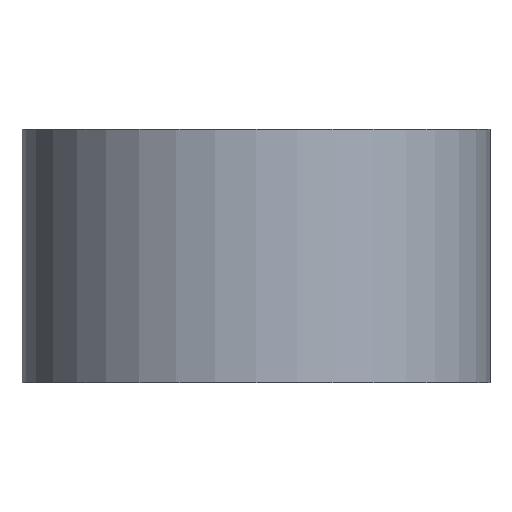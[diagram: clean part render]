
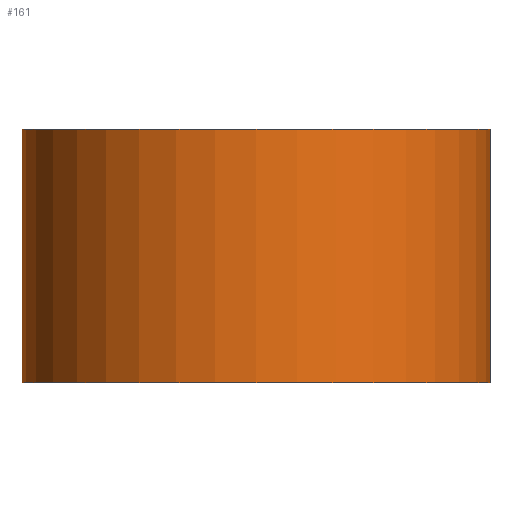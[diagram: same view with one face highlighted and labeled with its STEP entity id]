
A CAD part, front view. The second image highlights one B-rep face of the part: STEP entity #161.
In plain terms, the highlighted cylindrical face has radius 8.5 mm (diameter 17 mm), a partial arc.
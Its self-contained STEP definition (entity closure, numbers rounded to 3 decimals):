
#2 = ORIENTED_EDGE ( 'NONE', *, *, #101, .T. ) ;
#9 = FACE_OUTER_BOUND ( 'NONE', #127, .T. ) ;
#13 = CARTESIAN_POINT ( 'NONE',  ( 8.5, 0., 4.6 ) ) ;
#16 = VECTOR ( 'NONE', #208, 1000. ) ;
#18 = DIRECTION ( 'NONE',  ( -1., 0., 0. ) ) ;
#33 = EDGE_CURVE ( 'NONE', #168, #36, #54, .T. ) ;
#36 = VERTEX_POINT ( 'NONE', #169 ) ;
#38 = DIRECTION ( 'NONE',  ( 0., 0., 1. ) ) ;
#54 = LINE ( 'NONE', #90, #59 ) ;
#55 = VERTEX_POINT ( 'NONE', #156 ) ;
#59 = VECTOR ( 'NONE', #68, 1000. ) ;
#64 = CIRCLE ( 'NONE', #160, 8.5 ) ;
#66 = DIRECTION ( 'NONE',  ( 0., 0., 1. ) ) ;
#67 = ORIENTED_EDGE ( 'NONE', *, *, #33, .F. ) ;
#68 = DIRECTION ( 'NONE',  ( 0., 0., -1. ) ) ;
#77 = AXIS2_PLACEMENT_3D ( 'NONE', #164, #38, #134 ) ;
#86 = VERTEX_POINT ( 'NONE', #205 ) ;
#90 = CARTESIAN_POINT ( 'NONE',  ( 8.5, 0., 4.6 ) ) ;
#101 = EDGE_CURVE ( 'NONE', #86, #36, #118, .T. ) ;
#107 = AXIS2_PLACEMENT_3D ( 'NONE', #178, #163, #18 ) ;
#109 = CARTESIAN_POINT ( 'NONE',  ( -8.5, 0., 4.6 ) ) ;
#114 = DIRECTION ( 'NONE',  ( 1., 0., 0. ) ) ;
#118 = CIRCLE ( 'NONE', #77, 8.5 ) ;
#127 = EDGE_LOOP ( 'NONE', ( #67, #188, #154, #2 ) ) ;
#134 = DIRECTION ( 'NONE',  ( 1., 0., 0. ) ) ;
#147 = EDGE_CURVE ( 'NONE', #55, #86, #158, .T. ) ;
#149 = CARTESIAN_POINT ( 'NONE',  ( 0., 0., 4.6 ) ) ;
#154 = ORIENTED_EDGE ( 'NONE', *, *, #147, .T. ) ;
#156 = CARTESIAN_POINT ( 'NONE',  ( -8.5, 0., 4.6 ) ) ;
#158 = LINE ( 'NONE', #109, #16 ) ;
#160 = AXIS2_PLACEMENT_3D ( 'NONE', #149, #66, #114 ) ;
#161 = ADVANCED_FACE ( 'NONE', ( #9 ), #176, .T. ) ;
#163 = DIRECTION ( 'NONE',  ( 0., 0., -1. ) ) ;
#164 = CARTESIAN_POINT ( 'NONE',  ( 0., 0., -4.6 ) ) ;
#168 = VERTEX_POINT ( 'NONE', #13 ) ;
#169 = CARTESIAN_POINT ( 'NONE',  ( 8.5, 0., -4.6 ) ) ;
#176 = CYLINDRICAL_SURFACE ( 'NONE', #107, 8.5 ) ;
#178 = CARTESIAN_POINT ( 'NONE',  ( 0., 0., 4.6 ) ) ;
#188 = ORIENTED_EDGE ( 'NONE', *, *, #199, .F. ) ;
#199 = EDGE_CURVE ( 'NONE', #55, #168, #64, .T. ) ;
#205 = CARTESIAN_POINT ( 'NONE',  ( -8.5, 0., -4.6 ) ) ;
#208 = DIRECTION ( 'NONE',  ( 0., 0., -1. ) ) ;
